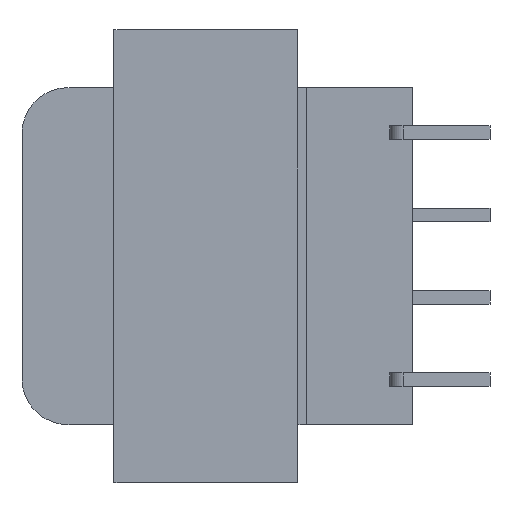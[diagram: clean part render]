
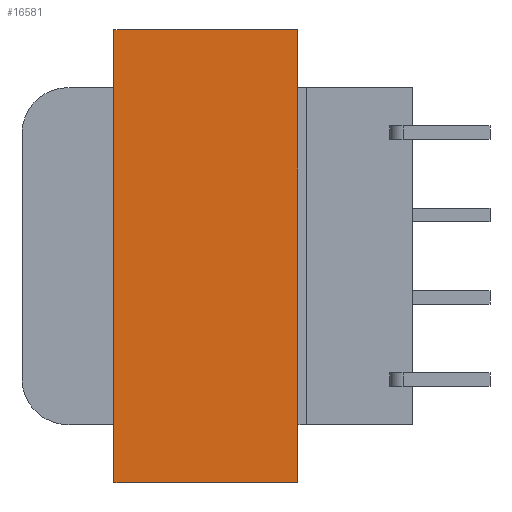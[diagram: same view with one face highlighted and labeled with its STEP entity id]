
A CAD part, left-side view. The second image highlights one B-rep face of the part: STEP entity #16581.
In plain terms, the highlighted planar face has unit normal (-1, 0, 0).
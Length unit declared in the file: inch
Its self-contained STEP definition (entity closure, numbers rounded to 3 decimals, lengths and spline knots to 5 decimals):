
#664 = CARTESIAN_POINT ( 'NONE',  ( -0.5625, 0.27929, 0.6875 ) ) ;
#3156 = LINE ( 'NONE', #12574, #18252 ) ;
#3459 = VERTEX_POINT ( 'NONE', #664 ) ;
#3614 = CARTESIAN_POINT ( 'NONE',  ( -0.5625, 0.27929, 0.6875 ) ) ;
#4225 = PLANE ( 'NONE',  #17782 ) ;
#5787 = DIRECTION ( 'NONE',  ( 1., 0., 0. ) ) ;
#5972 = VERTEX_POINT ( 'NONE', #7629 ) ;
#6466 = DIRECTION ( 'NONE',  ( 0., 0., 1. ) ) ;
#6550 = ORIENTED_EDGE ( 'NONE', *, *, #7558, .T. ) ;
#7558 = EDGE_CURVE ( 'NONE', #5972, #11947, #3156, .T. ) ;
#7629 = CARTESIAN_POINT ( 'NONE',  ( -0.5625, -0.27929, -0.6875 ) ) ;
#8514 = EDGE_CURVE ( 'NONE', #14427, #5972, #8943, .T. ) ;
#8943 = LINE ( 'NONE', #14864, #12858 ) ;
#9504 = FACE_OUTER_BOUND ( 'NONE', #10125, .T. ) ;
#10096 = EDGE_CURVE ( 'NONE', #14427, #3459, #15321, .T. ) ;
#10125 = EDGE_LOOP ( 'NONE', ( #12508, #6550, #12803, #13007 ) ) ;
#11419 = VECTOR ( 'NONE', #6466, 39.37008 ) ;
#11947 = VERTEX_POINT ( 'NONE', #14994 ) ;
#12000 = VECTOR ( 'NONE', #13682, 39.37008 ) ;
#12468 = LINE ( 'NONE', #3614, #12000 ) ;
#12508 = ORIENTED_EDGE ( 'NONE', *, *, #8514, .T. ) ;
#12574 = CARTESIAN_POINT ( 'NONE',  ( -0.5625, -0.27929, -0.6875 ) ) ;
#12803 = ORIENTED_EDGE ( 'NONE', *, *, #14702, .F. ) ;
#12858 = VECTOR ( 'NONE', #16328, 39.37008 ) ;
#13007 = ORIENTED_EDGE ( 'NONE', *, *, #10096, .F. ) ;
#13682 = DIRECTION ( 'NONE',  ( 0., -1., 0. ) ) ;
#14026 = DIRECTION ( 'NONE',  ( 0., 0., 1. ) ) ;
#14427 = VERTEX_POINT ( 'NONE', #17672 ) ;
#14560 = CARTESIAN_POINT ( 'NONE',  ( -0.5625, 0.27929, -0.6875 ) ) ;
#14702 = EDGE_CURVE ( 'NONE', #3459, #11947, #12468, .T. ) ;
#14864 = CARTESIAN_POINT ( 'NONE',  ( -0.5625, 0.27929, -0.6875 ) ) ;
#14994 = CARTESIAN_POINT ( 'NONE',  ( -0.5625, -0.27929, 0.6875 ) ) ;
#15321 = LINE ( 'NONE', #16668, #11419 ) ;
#16018 = DIRECTION ( 'NONE',  ( 0., 0., -1. ) ) ;
#16328 = DIRECTION ( 'NONE',  ( 0., -1., 0. ) ) ;
#16581 = ADVANCED_FACE ( 'NONE', ( #9504 ), #4225, .F. ) ;
#16668 = CARTESIAN_POINT ( 'NONE',  ( -0.5625, 0.27929, -0.6875 ) ) ;
#17672 = CARTESIAN_POINT ( 'NONE',  ( -0.5625, 0.27929, -0.6875 ) ) ;
#17782 = AXIS2_PLACEMENT_3D ( 'NONE', #14560, #5787, #16018 ) ;
#18252 = VECTOR ( 'NONE', #14026, 39.37008 ) ;
